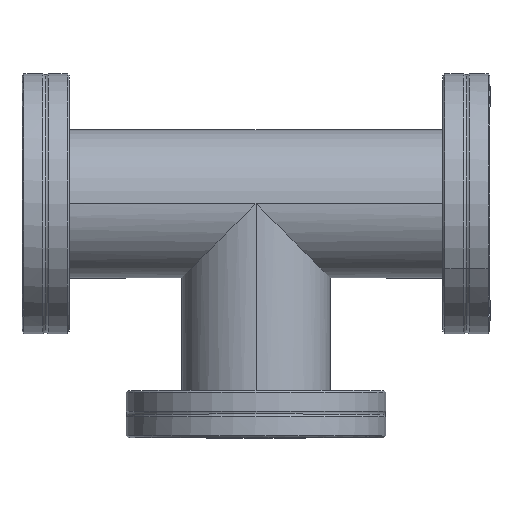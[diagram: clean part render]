
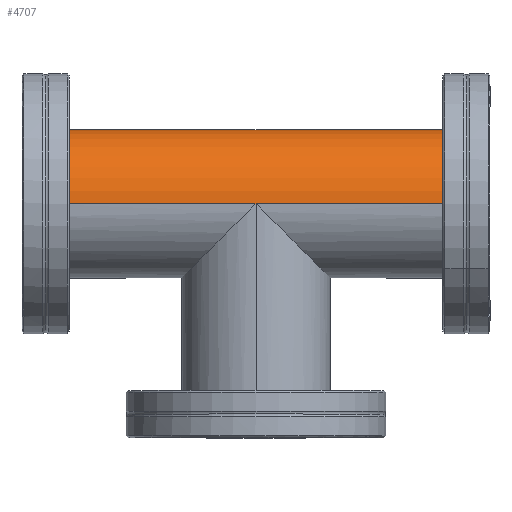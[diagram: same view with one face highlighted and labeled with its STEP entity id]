
A CAD part, top view. The second image highlights one B-rep face of the part: STEP entity #4707.
In plain terms, the highlighted cylindrical face has radius 20 mm (diameter 40 mm), a partial arc.
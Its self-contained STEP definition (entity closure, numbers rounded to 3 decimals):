
#14 = CARTESIAN_POINT ( 'NONE',  ( 58.2, 0., -20. ) ) ;
#245 = CIRCLE ( 'NONE', #1218, 20. ) ;
#694 = VECTOR ( 'NONE', #4801, 1000. ) ;
#892 = VECTOR ( 'NONE', #4516, 1000. ) ;
#1192 = AXIS2_PLACEMENT_3D ( 'NONE', #4626, #4665, #4696 ) ;
#1218 = AXIS2_PLACEMENT_3D ( 'NONE', #3958, #3983, #4035 ) ;
#1427 = VERTEX_POINT ( 'NONE', #1658 ) ;
#1534 = VERTEX_POINT ( 'NONE', #14 ) ;
#1658 = CARTESIAN_POINT ( 'NONE',  ( 116.4, 0., -20. ) ) ;
#1670 = CARTESIAN_POINT ( 'NONE',  ( 116.4, 0., 20. ) ) ;
#2124 = CARTESIAN_POINT ( 'NONE',  ( 58.2, 0., 20. ) ) ;
#2399 = VERTEX_POINT ( 'NONE', #1670 ) ;
#2485 = EDGE_CURVE ( 'NONE', #2399, #1427, #245, .T. ) ;
#2493 = EDGE_CURVE ( 'NONE', #1427, #1534, #4920, .T. ) ;
#2502 = EDGE_CURVE ( 'NONE', #1534, #6491, #6830, .T. ) ;
#2514 = EDGE_CURVE ( 'NONE', #4502, #6491, #4221, .T. ) ;
#2515 = EDGE_CURVE ( 'NONE', #6371, #4502, #2617, .T. ) ;
#2516 = EDGE_CURVE ( 'NONE', #2399, #6371, #6699, .T. ) ;
#2617 = LINE ( 'NONE', #4538, #4032 ) ;
#2726 = DIRECTION ( 'NONE',  ( 0., 0., 1. ) ) ;
#3768 = FACE_OUTER_BOUND ( 'NONE', #6297, .T. ) ;
#3783 = ORIENTED_EDGE ( 'NONE', *, *, #2516, .F. ) ;
#3791 = ORIENTED_EDGE ( 'NONE', *, *, #2515, .F. ) ;
#3794 = ORIENTED_EDGE ( 'NONE', *, *, #2514, .F. ) ;
#3818 = ORIENTED_EDGE ( 'NONE', *, *, #2502, .T. ) ;
#3826 = ORIENTED_EDGE ( 'NONE', *, *, #2493, .T. ) ;
#3839 = ORIENTED_EDGE ( 'NONE', *, *, #2485, .T. ) ;
#3894 = CARTESIAN_POINT ( 'NONE',  ( 125., 0., -20. ) ) ;
#3925 = DIRECTION ( 'NONE',  ( -1., 0., 0. ) ) ;
#3958 = CARTESIAN_POINT ( 'NONE',  ( 116.4, 0., 0. ) ) ;
#3983 = DIRECTION ( 'NONE',  ( -1., 0., 0. ) ) ;
#4032 = VECTOR ( 'NONE', #4519, 1000. ) ;
#4035 = DIRECTION ( 'NONE',  ( 0., 0., 1. ) ) ;
#4221 = CIRCLE ( 'NONE', #1192, 20. ) ;
#4320 = AXIS2_PLACEMENT_3D ( 'NONE', #5973, #5927, #2726 ) ;
#4502 = VERTEX_POINT ( 'NONE', #6011 ) ;
#4506 = CARTESIAN_POINT ( 'NONE',  ( 125., 0., -20. ) ) ;
#4516 = DIRECTION ( 'NONE',  ( -1., 0., 0. ) ) ;
#4519 = DIRECTION ( 'NONE',  ( -1., 0., 0. ) ) ;
#4527 = CARTESIAN_POINT ( 'NONE',  ( 125., 0., 20. ) ) ;
#4538 = CARTESIAN_POINT ( 'NONE',  ( 125., 0., 20. ) ) ;
#4626 = CARTESIAN_POINT ( 'NONE',  ( 0., 0., 0. ) ) ;
#4665 = DIRECTION ( 'NONE',  ( -1., 0., 0. ) ) ;
#4696 = DIRECTION ( 'NONE',  ( 0., 0., 1. ) ) ;
#4707 = ADVANCED_FACE ( 'NONE', ( #3768 ), #7082, .T. ) ;
#4801 = DIRECTION ( 'NONE',  ( -1., 0., 0. ) ) ;
#4920 = LINE ( 'NONE', #3894, #6015 ) ;
#5927 = DIRECTION ( 'NONE',  ( -1., 0., 0. ) ) ;
#5973 = CARTESIAN_POINT ( 'NONE',  ( 125., 0., 0. ) ) ;
#6011 = CARTESIAN_POINT ( 'NONE',  ( 0., 0., 20. ) ) ;
#6015 = VECTOR ( 'NONE', #3925, 1000. ) ;
#6297 = EDGE_LOOP ( 'NONE', ( #3839, #3826, #3818, #3794, #3791, #3783 ) ) ;
#6371 = VERTEX_POINT ( 'NONE', #2124 ) ;
#6491 = VERTEX_POINT ( 'NONE', #6984 ) ;
#6699 = LINE ( 'NONE', #4527, #694 ) ;
#6830 = LINE ( 'NONE', #4506, #892 ) ;
#6984 = CARTESIAN_POINT ( 'NONE',  ( 0., 0., -20. ) ) ;
#7082 = CYLINDRICAL_SURFACE ( 'NONE', #4320, 20. ) ;
